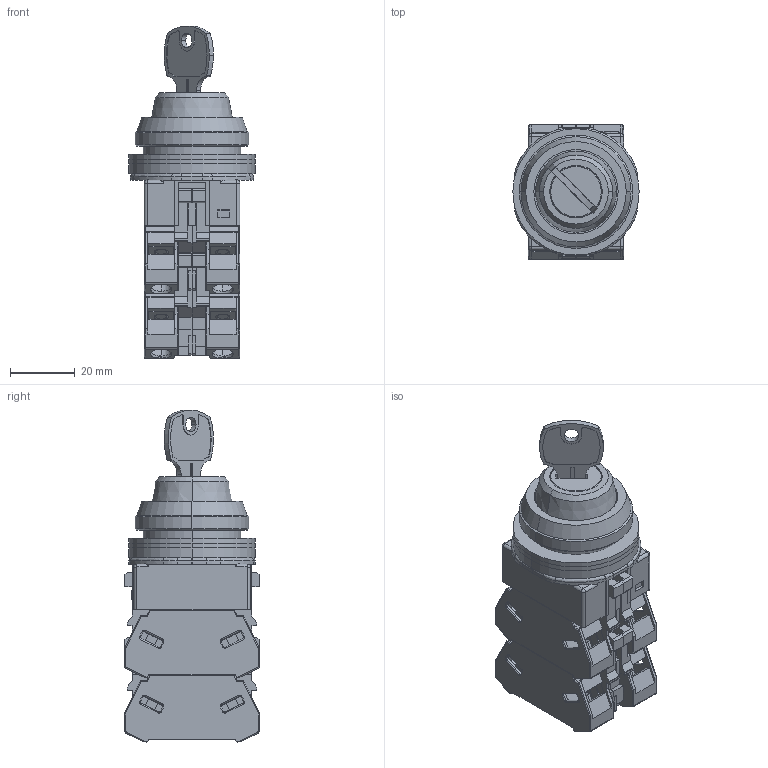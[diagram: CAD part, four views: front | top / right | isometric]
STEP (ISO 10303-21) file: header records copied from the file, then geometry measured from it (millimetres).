
FILE_DESCRIPTION (( 'STEP AP203' ), '1' );
FILE_NAME ('OUTSIDE-ASN_K-KEY_0TYPE.STEP', '2017-04-05T03:46:42', ( '' ), ( '' ), 'SwSTEP 2.0', 'SolidWorks 2014', '' );
FILE_SCHEMA (( 'CONFIG_CONTROL_DESIGN' ));
Length unit declared in the file: millimetre
Products named in the file (8): OUTSIDE-ASN_K-KEY_0TYPE; OUTSIDE-ASN_K-KEY_0-ROTOR; OUTSIDE-OG-11; OUTSIDE-TWT-KS-BODY-N; OUTSIDE-OW-12; OUTSIDE-HW-U; OUTSIDE-TW-SK-0; OUTSIDE-OW-11
Assembly tree (11 placements, depth 2):
  OUTSIDE-ASN_K-KEY_0TYPE
    OUTSIDE-TWT-KS-BODY-N
    OUTSIDE-TW-SK-0
    OUTSIDE-ASN_K-KEY_0-ROTOR
    OUTSIDE-OW-12
    OUTSIDE-OW-11  x2
    OUTSIDE-OG-11
    OUTSIDE-HW-U  x4
Bounding box: 39 x 41.4 x 102.5 mm (x, y, z)
Volume: 75533 mm3; surface area: 35962.4 mm2
Topology: 11 solids, 11 shells, 1342 faces, 3636 edges, 2331 vertices
Faces by surface type: plane 777, cylinder 368, bspline 169, cone 28
Entity records: 18881 total; most frequent: CARTESIAN_POINT 4879, ORIENTED_EDGE 2812, DIRECTION 2633, EDGE_CURVE 1406, VECTOR 949, LINE 949, VERTEX_POINT 907, AXIS2_PLACEMENT_3D 842
